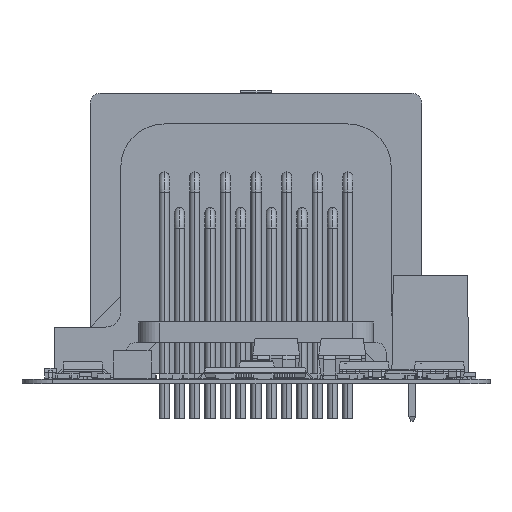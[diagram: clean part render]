
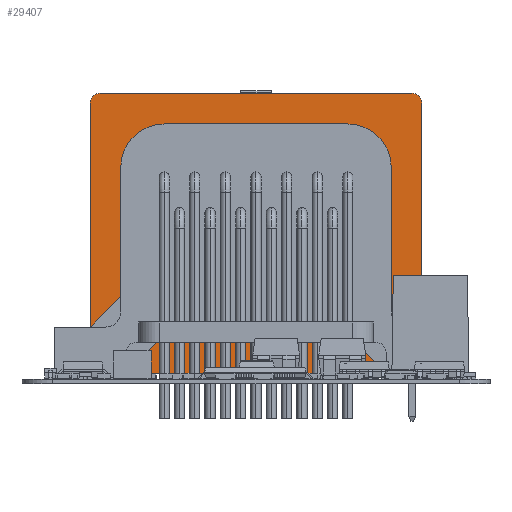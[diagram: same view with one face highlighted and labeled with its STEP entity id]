
A CAD part, front view. The second image highlights one B-rep face of the part: STEP entity #29407.
In plain terms, the highlighted face is planar.
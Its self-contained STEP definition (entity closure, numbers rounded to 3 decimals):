
#28485 = VERTEX_POINT('',#28486);
#28486 = CARTESIAN_POINT('',(-13.25,6.45,-12.5));
#28492 = EDGE_CURVE('',#28493,#28485,#28495,.T.);
#28493 = VERTEX_POINT('',#28494);
#28494 = CARTESIAN_POINT('',(-13.25,-6.45,-12.5));
#28495 = LINE('',#28496,#28497);
#28496 = CARTESIAN_POINT('',(-13.25,-6.45,-12.5));
#28497 = VECTOR('',#28498,1.);
#28498 = DIRECTION('',(0.,1.,0.));
#28686 = VERTEX_POINT('',#28687);
#28687 = CARTESIAN_POINT('',(-15.25,13.7,-12.5));
#28693 = EDGE_CURVE('',#28686,#28694,#28696,.T.);
#28694 = VERTEX_POINT('',#28695);
#28695 = CARTESIAN_POINT('',(-16.25,12.7,-12.5));
#28696 = CIRCLE('',#28697,1.);
#28697 = AXIS2_PLACEMENT_3D('',#28698,#28699,#28700);
#28698 = CARTESIAN_POINT('',(-15.25,12.7,-12.5));
#28699 = DIRECTION('',(0.,-0.,1.));
#28700 = DIRECTION('',(0.,1.,0.));
#29152 = VERTEX_POINT('',#29153);
#29153 = CARTESIAN_POINT('',(-16.25,-12.7,-12.5));
#29159 = EDGE_CURVE('',#29152,#28694,#29160,.T.);
#29160 = LINE('',#29161,#29162);
#29161 = CARTESIAN_POINT('',(-16.25,-12.7,-12.5));
#29162 = VECTOR('',#29163,1.);
#29163 = DIRECTION('',(0.,1.,0.));
#29192 = EDGE_CURVE('',#29152,#29193,#29195,.T.);
#29193 = VERTEX_POINT('',#29194);
#29194 = CARTESIAN_POINT('',(-15.25,-13.7,-12.5));
#29195 = CIRCLE('',#29196,1.);
#29196 = AXIS2_PLACEMENT_3D('',#29197,#29198,#29199);
#29197 = CARTESIAN_POINT('',(-15.25,-12.7,-12.5));
#29198 = DIRECTION('',(0.,0.,1.));
#29199 = DIRECTION('',(-1.,0.,0.));
#29235 = VERTEX_POINT('',#29236);
#29236 = CARTESIAN_POINT('',(15.25,-13.7,-12.5));
#29242 = EDGE_CURVE('',#29235,#29193,#29243,.T.);
#29243 = LINE('',#29244,#29245);
#29244 = CARTESIAN_POINT('',(15.25,-13.7,-12.5));
#29245 = VECTOR('',#29246,1.);
#29246 = DIRECTION('',(-1.,0.,0.));
#29275 = EDGE_CURVE('',#29235,#29276,#29278,.T.);
#29276 = VERTEX_POINT('',#29277);
#29277 = CARTESIAN_POINT('',(16.25,-12.7,-12.5));
#29278 = CIRCLE('',#29279,1.);
#29279 = AXIS2_PLACEMENT_3D('',#29280,#29281,#29282);
#29280 = CARTESIAN_POINT('',(15.25,-12.7,-12.5));
#29281 = DIRECTION('',(0.,0.,1.));
#29282 = DIRECTION('',(0.,-1.,0.));
#29318 = VERTEX_POINT('',#29319);
#29319 = CARTESIAN_POINT('',(16.25,12.7,-12.5));
#29325 = EDGE_CURVE('',#29318,#29276,#29326,.T.);
#29326 = LINE('',#29327,#29328);
#29327 = CARTESIAN_POINT('',(16.25,12.7,-12.5));
#29328 = VECTOR('',#29329,1.);
#29329 = DIRECTION('',(0.,-1.,0.));
#29358 = EDGE_CURVE('',#29318,#29359,#29361,.T.);
#29359 = VERTEX_POINT('',#29360);
#29360 = CARTESIAN_POINT('',(15.25,13.7,-12.5));
#29361 = CIRCLE('',#29362,1.);
#29362 = AXIS2_PLACEMENT_3D('',#29363,#29364,#29365);
#29363 = CARTESIAN_POINT('',(15.25,12.7,-12.5));
#29364 = DIRECTION('',(0.,0.,1.));
#29365 = DIRECTION('',(1.,0.,-0.));
#29396 = EDGE_CURVE('',#28686,#29359,#29397,.T.);
#29397 = LINE('',#29398,#29399);
#29398 = CARTESIAN_POINT('',(-15.25,13.7,-12.5));
#29399 = VECTOR('',#29400,1.);
#29400 = DIRECTION('',(1.,0.,0.));
#29407 = ADVANCED_FACE('',(#29408,#29418),#29479,.F.);
#29408 = FACE_BOUND('',#29409,.F.);
#29409 = EDGE_LOOP('',(#29410,#29411,#29412,#29413,#29414,#29415,#29416,
    #29417));
#29410 = ORIENTED_EDGE('',*,*,#28693,.T.);
#29411 = ORIENTED_EDGE('',*,*,#29159,.F.);
#29412 = ORIENTED_EDGE('',*,*,#29192,.T.);
#29413 = ORIENTED_EDGE('',*,*,#29242,.F.);
#29414 = ORIENTED_EDGE('',*,*,#29275,.T.);
#29415 = ORIENTED_EDGE('',*,*,#29325,.F.);
#29416 = ORIENTED_EDGE('',*,*,#29358,.T.);
#29417 = ORIENTED_EDGE('',*,*,#29396,.F.);
#29418 = FACE_BOUND('',#29419,.F.);
#29419 = EDGE_LOOP('',(#29420,#29421,#29430,#29438,#29447,#29455,#29464,
    #29472));
#29420 = ORIENTED_EDGE('',*,*,#28492,.T.);
#29421 = ORIENTED_EDGE('',*,*,#29422,.T.);
#29422 = EDGE_CURVE('',#28485,#29423,#29425,.T.);
#29423 = VERTEX_POINT('',#29424);
#29424 = CARTESIAN_POINT('',(-9.,10.7,-12.5));
#29425 = CIRCLE('',#29426,4.25);
#29426 = AXIS2_PLACEMENT_3D('',#29427,#29428,#29429);
#29427 = CARTESIAN_POINT('',(-9.,6.45,-12.5));
#29428 = DIRECTION('',(0.,0.,-1.));
#29429 = DIRECTION('',(-1.,0.,0.));
#29430 = ORIENTED_EDGE('',*,*,#29431,.T.);
#29431 = EDGE_CURVE('',#29423,#29432,#29434,.T.);
#29432 = VERTEX_POINT('',#29433);
#29433 = CARTESIAN_POINT('',(9.,10.7,-12.5));
#29434 = LINE('',#29435,#29436);
#29435 = CARTESIAN_POINT('',(-9.,10.7,-12.5));
#29436 = VECTOR('',#29437,1.);
#29437 = DIRECTION('',(1.,0.,0.));
#29438 = ORIENTED_EDGE('',*,*,#29439,.T.);
#29439 = EDGE_CURVE('',#29432,#29440,#29442,.T.);
#29440 = VERTEX_POINT('',#29441);
#29441 = CARTESIAN_POINT('',(13.25,6.45,-12.5));
#29442 = CIRCLE('',#29443,4.25);
#29443 = AXIS2_PLACEMENT_3D('',#29444,#29445,#29446);
#29444 = CARTESIAN_POINT('',(9.,6.45,-12.5));
#29445 = DIRECTION('',(0.,0.,-1.));
#29446 = DIRECTION('',(0.,1.,0.));
#29447 = ORIENTED_EDGE('',*,*,#29448,.T.);
#29448 = EDGE_CURVE('',#29440,#29449,#29451,.T.);
#29449 = VERTEX_POINT('',#29450);
#29450 = CARTESIAN_POINT('',(13.25,-6.45,-12.5));
#29451 = LINE('',#29452,#29453);
#29452 = CARTESIAN_POINT('',(13.25,6.45,-12.5));
#29453 = VECTOR('',#29454,1.);
#29454 = DIRECTION('',(0.,-1.,0.));
#29455 = ORIENTED_EDGE('',*,*,#29456,.T.);
#29456 = EDGE_CURVE('',#29449,#29457,#29459,.T.);
#29457 = VERTEX_POINT('',#29458);
#29458 = CARTESIAN_POINT('',(9.,-10.7,-12.5));
#29459 = CIRCLE('',#29460,4.25);
#29460 = AXIS2_PLACEMENT_3D('',#29461,#29462,#29463);
#29461 = CARTESIAN_POINT('',(9.,-6.45,-12.5));
#29462 = DIRECTION('',(0.,0.,-1.));
#29463 = DIRECTION('',(1.,0.,0.));
#29464 = ORIENTED_EDGE('',*,*,#29465,.T.);
#29465 = EDGE_CURVE('',#29457,#29466,#29468,.T.);
#29466 = VERTEX_POINT('',#29467);
#29467 = CARTESIAN_POINT('',(-9.,-10.7,-12.5));
#29468 = LINE('',#29469,#29470);
#29469 = CARTESIAN_POINT('',(9.,-10.7,-12.5));
#29470 = VECTOR('',#29471,1.);
#29471 = DIRECTION('',(-1.,0.,0.));
#29472 = ORIENTED_EDGE('',*,*,#29473,.T.);
#29473 = EDGE_CURVE('',#29466,#28493,#29474,.T.);
#29474 = CIRCLE('',#29475,4.25);
#29475 = AXIS2_PLACEMENT_3D('',#29476,#29477,#29478);
#29476 = CARTESIAN_POINT('',(-9.,-6.45,-12.5));
#29477 = DIRECTION('',(0.,0.,-1.));
#29478 = DIRECTION('',(0.,-1.,0.));
#29479 = PLANE('',#29480);
#29480 = AXIS2_PLACEMENT_3D('',#29481,#29482,#29483);
#29481 = CARTESIAN_POINT('',(0.,0.,-12.5));
#29482 = DIRECTION('',(0.,0.,1.));
#29483 = DIRECTION('',(1.,0.,-0.));
